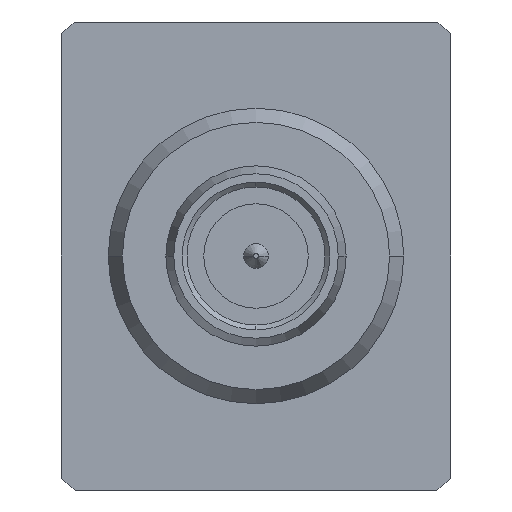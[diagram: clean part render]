
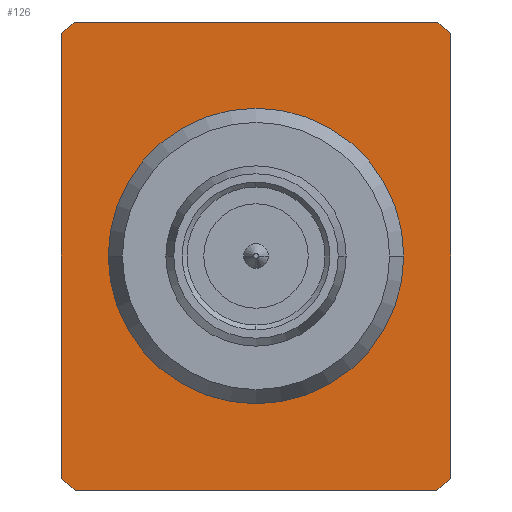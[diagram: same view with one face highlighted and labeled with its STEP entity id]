
A CAD part, left-side view. The second image highlights one B-rep face of the part: STEP entity #126.
In plain terms, the highlighted planar face has unit normal (-1, 0, 0).
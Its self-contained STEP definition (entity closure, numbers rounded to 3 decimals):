
#3 = LINE ( 'NONE', #247, #654 ) ;
#34 = EDGE_LOOP ( 'NONE', ( #1237, #693 ) ) ;
#63 = DIRECTION ( 'NONE',  ( 0., -1., 0. ) ) ;
#92 = ORIENTED_EDGE ( 'NONE', *, *, #138, .T. ) ;
#105 = DIRECTION ( 'NONE',  ( 1., 0., 0. ) ) ;
#126 = ADVANCED_FACE ( 'NONE', ( #1555, #1400 ), #335, .T. ) ;
#138 = EDGE_CURVE ( 'NONE', #1713, #863, #307, .T. ) ;
#235 = CARTESIAN_POINT ( 'NONE',  ( 7.9, 3.666, 4.75 ) ) ;
#247 = CARTESIAN_POINT ( 'NONE',  ( 7.9, 3.95, -4.516 ) ) ;
#307 = CIRCLE ( 'NONE', #565, 6. ) ;
#308 = DIRECTION ( 'NONE',  ( 0., 0., 1. ) ) ;
#311 = CARTESIAN_POINT ( 'NONE',  ( 7.9, 0., 0. ) ) ;
#335 = PLANE ( 'NONE',  #1330 ) ;
#352 = VERTEX_POINT ( 'NONE', #896 ) ;
#354 = DIRECTION ( 'NONE',  ( 0., 0., -1. ) ) ;
#361 = EDGE_CURVE ( 'NONE', #1064, #1411, #377, .T. ) ;
#362 = LINE ( 'NONE', #1692, #493 ) ;
#364 = CARTESIAN_POINT ( 'NONE',  ( 7.9, 0., 0. ) ) ;
#376 = AXIS2_PLACEMENT_3D ( 'NONE', #442, #876, #1649 ) ;
#377 = LINE ( 'NONE', #1436, #983 ) ;
#398 = AXIS2_PLACEMENT_3D ( 'NONE', #311, #1691, #974 ) ;
#401 = DIRECTION ( 'NONE',  ( 0., 0., 1. ) ) ;
#424 = EDGE_CURVE ( 'NONE', #352, #863, #3, .T. ) ;
#442 = CARTESIAN_POINT ( 'NONE',  ( 7.9, 0., 0. ) ) ;
#448 = CARTESIAN_POINT ( 'NONE',  ( 7.9, -3.95, -4.516 ) ) ;
#493 = VECTOR ( 'NONE', #354, 1000. ) ;
#526 = ORIENTED_EDGE ( 'NONE', *, *, #1595, .F. ) ;
#536 = LINE ( 'NONE', #1066, #1020 ) ;
#565 = AXIS2_PLACEMENT_3D ( 'NONE', #973, #1378, #1279 ) ;
#573 = AXIS2_PLACEMENT_3D ( 'NONE', #364, #105, #1565 ) ;
#587 = ORIENTED_EDGE ( 'NONE', *, *, #424, .F. ) ;
#602 = CARTESIAN_POINT ( 'NONE',  ( 7.9, -3.95, 4.516 ) ) ;
#644 = VERTEX_POINT ( 'NONE', #448 ) ;
#652 = ORIENTED_EDGE ( 'NONE', *, *, #361, .T. ) ;
#654 = VECTOR ( 'NONE', #401, 1000. ) ;
#676 = EDGE_CURVE ( 'NONE', #1587, #926, #1591, .T. ) ;
#693 = ORIENTED_EDGE ( 'NONE', *, *, #1200, .T. ) ;
#730 = ORIENTED_EDGE ( 'NONE', *, *, #1343, .T. ) ;
#750 = CARTESIAN_POINT ( 'NONE',  ( 7.9, -3.666, 4.75 ) ) ;
#863 = VERTEX_POINT ( 'NONE', #1093 ) ;
#871 = CARTESIAN_POINT ( 'NONE',  ( 7.9, 3.666, -4.75 ) ) ;
#876 = DIRECTION ( 'NONE',  ( -1., 0., 0. ) ) ;
#896 = CARTESIAN_POINT ( 'NONE',  ( 7.9, 3.95, -4.516 ) ) ;
#926 = VERTEX_POINT ( 'NONE', #1067 ) ;
#956 = ORIENTED_EDGE ( 'NONE', *, *, #1465, .T. ) ;
#968 = EDGE_CURVE ( 'NONE', #352, #1064, #1526, .T. ) ;
#973 = CARTESIAN_POINT ( 'NONE',  ( 7.9, 0., 0. ) ) ;
#974 = DIRECTION ( 'NONE',  ( 0., 1., 0. ) ) ;
#983 = VECTOR ( 'NONE', #63, 1000. ) ;
#1020 = VECTOR ( 'NONE', #1349, 1000. ) ;
#1037 = ORIENTED_EDGE ( 'NONE', *, *, #968, .T. ) ;
#1064 = VERTEX_POINT ( 'NONE', #871 ) ;
#1066 = CARTESIAN_POINT ( 'NONE',  ( 7.9, -3.666, 4.75 ) ) ;
#1067 = CARTESIAN_POINT ( 'NONE',  ( 7.9, -3., 0. ) ) ;
#1093 = CARTESIAN_POINT ( 'NONE',  ( 7.9, 3.95, 4.516 ) ) ;
#1102 = CIRCLE ( 'NONE', #573, 3. ) ;
#1121 = DIRECTION ( 'NONE',  ( 0., 0.658, -0.753 ) ) ;
#1123 = CARTESIAN_POINT ( 'NONE',  ( 7.9, 0., 0. ) ) ;
#1131 = DIRECTION ( 'NONE',  ( -1., 0., 0. ) ) ;
#1135 = CIRCLE ( 'NONE', #376, 6. ) ;
#1140 = CARTESIAN_POINT ( 'NONE',  ( 7.9, 0., 0. ) ) ;
#1145 = CARTESIAN_POINT ( 'NONE',  ( 7.9, 3., 0. ) ) ;
#1161 = AXIS2_PLACEMENT_3D ( 'NONE', #1140, #1131, #1121 ) ;
#1200 = EDGE_CURVE ( 'NONE', #926, #1587, #1102, .T. ) ;
#1237 = ORIENTED_EDGE ( 'NONE', *, *, #676, .T. ) ;
#1252 = EDGE_CURVE ( 'NONE', #1411, #644, #1384, .T. ) ;
#1254 = CARTESIAN_POINT ( 'NONE',  ( 7.9, -3.666, -4.75 ) ) ;
#1279 = DIRECTION ( 'NONE',  ( 0., 0.611, 0.792 ) ) ;
#1319 = EDGE_LOOP ( 'NONE', ( #526, #956, #730, #92, #587, #1037, #652, #1749 ) ) ;
#1330 = AXIS2_PLACEMENT_3D ( 'NONE', #1123, #1662, #308 ) ;
#1343 = EDGE_CURVE ( 'NONE', #1557, #1713, #536, .T. ) ;
#1349 = DIRECTION ( 'NONE',  ( 0., 1., 0. ) ) ;
#1378 = DIRECTION ( 'NONE',  ( -1., 0., 0. ) ) ;
#1384 = CIRCLE ( 'NONE', #1478, 6. ) ;
#1400 = FACE_OUTER_BOUND ( 'NONE', #1319, .T. ) ;
#1411 = VERTEX_POINT ( 'NONE', #1254 ) ;
#1432 = VERTEX_POINT ( 'NONE', #602 ) ;
#1436 = CARTESIAN_POINT ( 'NONE',  ( 7.9, 3.666, -4.75 ) ) ;
#1465 = EDGE_CURVE ( 'NONE', #1432, #1557, #1135, .T. ) ;
#1469 = CARTESIAN_POINT ( 'NONE',  ( 7.9, 0., 0. ) ) ;
#1478 = AXIS2_PLACEMENT_3D ( 'NONE', #1469, #1758, #1767 ) ;
#1526 = CIRCLE ( 'NONE', #1161, 6. ) ;
#1555 = FACE_BOUND ( 'NONE', #34, .T. ) ;
#1557 = VERTEX_POINT ( 'NONE', #750 ) ;
#1565 = DIRECTION ( 'NONE',  ( 0., 1., 0. ) ) ;
#1587 = VERTEX_POINT ( 'NONE', #1145 ) ;
#1591 = CIRCLE ( 'NONE', #398, 3. ) ;
#1595 = EDGE_CURVE ( 'NONE', #1432, #644, #362, .T. ) ;
#1649 = DIRECTION ( 'NONE',  ( 0., -0.658, 0.753 ) ) ;
#1662 = DIRECTION ( 'NONE',  ( -1., 0., 0. ) ) ;
#1691 = DIRECTION ( 'NONE',  ( 1., 0., 0. ) ) ;
#1692 = CARTESIAN_POINT ( 'NONE',  ( 7.9, -3.95, 4.516 ) ) ;
#1713 = VERTEX_POINT ( 'NONE', #235 ) ;
#1749 = ORIENTED_EDGE ( 'NONE', *, *, #1252, .T. ) ;
#1758 = DIRECTION ( 'NONE',  ( -1., 0., 0. ) ) ;
#1767 = DIRECTION ( 'NONE',  ( 0., -0.611, -0.792 ) ) ;
